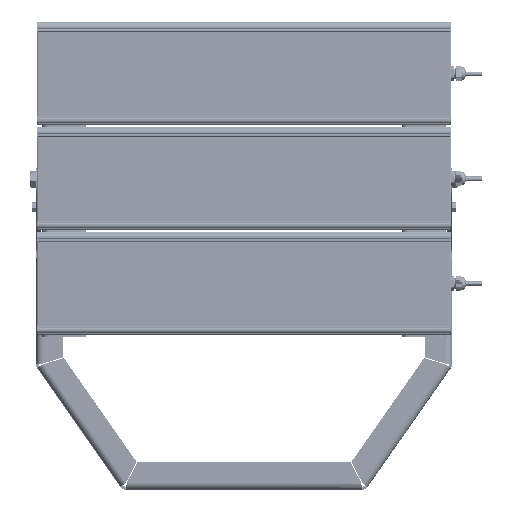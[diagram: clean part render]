
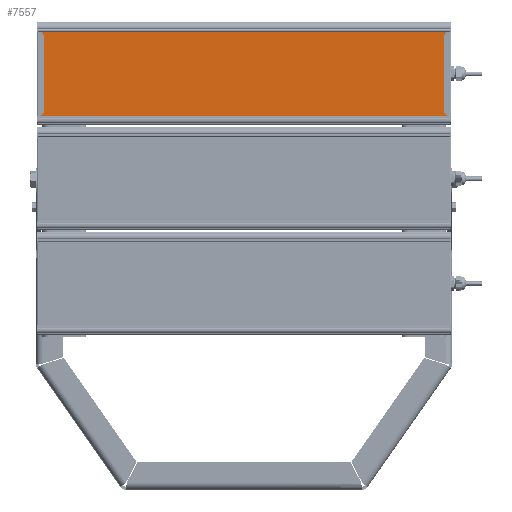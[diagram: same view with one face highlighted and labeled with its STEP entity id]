
A CAD part, front view. The second image highlights one B-rep face of the part: STEP entity #7557.
In plain terms, the highlighted face is planar.
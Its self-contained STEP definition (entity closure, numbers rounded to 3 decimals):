
#7557=ADVANCED_FACE('',(#22639),#22641,.T.);
#22639=FACE_BOUND('',#22640,.T.);
#22640=EDGE_LOOP('',(#51727,#51728,#51729,#51730));
#22641=PLANE('',#22642);
#22642=AXIS2_PLACEMENT_3D('',#22643,#22644,#22645);
#22643=CARTESIAN_POINT('',(2111.497,401.002,-34.582));
#22644=DIRECTION('',(0.,0.,-1.));
#22645=DIRECTION('',(0.,1.,0.));
#51727=ORIENTED_EDGE('',*,*,#59517,.F.);
#51728=ORIENTED_EDGE('',*,*,#59516,.T.);
#51729=ORIENTED_EDGE('',*,*,#59518,.F.);
#51730=ORIENTED_EDGE('',*,*,#59519,.F.);
#59516=EDGE_CURVE('',#67306,#67310,#67312,.T.);
#59517=EDGE_CURVE('',#67306,#67313,#67314,.T.);
#59518=EDGE_CURVE('',#67315,#67310,#67316,.T.);
#59519=EDGE_CURVE('',#67313,#67315,#67317,.T.);
#67306=VERTEX_POINT('',#98364);
#67310=VERTEX_POINT('',#98372);
#67312=LINE('',#98376,#98377);
#67313=VERTEX_POINT('',#98379);
#67314=LINE('',#98380,#98381);
#67315=VERTEX_POINT('',#98383);
#67316=LINE('',#98384,#98385);
#67317=LINE('',#98387,#98388);
#98364=CARTESIAN_POINT('',(2111.497,565.13,-34.582));
#98372=CARTESIAN_POINT('',(2857.497,565.13,-34.582));
#98376=CARTESIAN_POINT('',(2111.497,565.13,-34.582));
#98377=VECTOR('',#98378,1.);
#98378=DIRECTION('',(1.,0.,0.));
#98379=CARTESIAN_POINT('',(2111.497,401.002,-34.582));
#98380=CARTESIAN_POINT('',(2111.497,565.13,-34.582));
#98381=VECTOR('',#98382,1.);
#98382=DIRECTION('',(0.,-1.,0.));
#98383=CARTESIAN_POINT('',(2857.497,401.002,-34.582));
#98384=CARTESIAN_POINT('',(2857.497,401.002,-34.582));
#98385=VECTOR('',#98386,1.);
#98386=DIRECTION('',(0.,1.,0.));
#98387=CARTESIAN_POINT('',(2111.497,401.002,-34.582));
#98388=VECTOR('',#98389,1.);
#98389=DIRECTION('',(1.,0.,0.));
